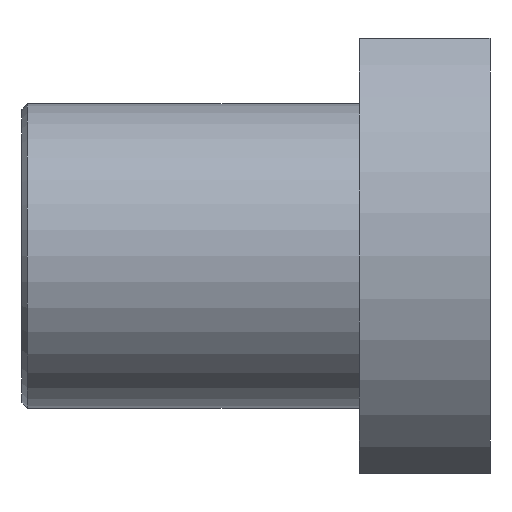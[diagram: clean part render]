
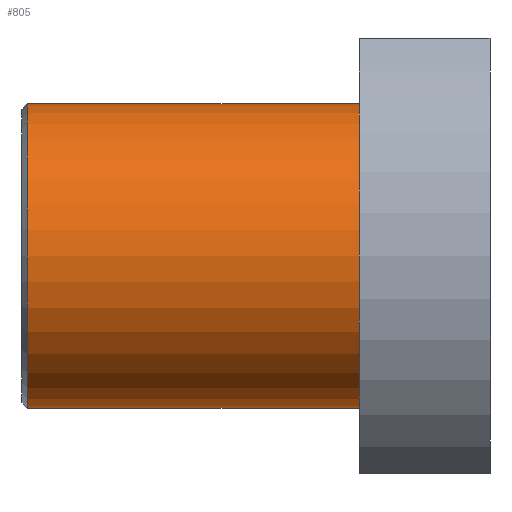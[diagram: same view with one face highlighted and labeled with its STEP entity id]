
A CAD part, front view. The second image highlights one B-rep face of the part: STEP entity #805.
In plain terms, the highlighted cylindrical face has radius 14 mm (diameter 28 mm), a partial arc.
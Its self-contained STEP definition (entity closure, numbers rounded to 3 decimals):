
#62 = DIRECTION ( 'NONE',  ( 0., 0., -1. ) ) ;
#80 = AXIS2_PLACEMENT_3D ( 'NONE', #411, #627, #789 ) ;
#83 = CARTESIAN_POINT ( 'NONE',  ( -340.807, 0., 0. ) ) ;
#136 = ORIENTED_EDGE ( 'NONE', *, *, #763, .F. ) ;
#159 = CARTESIAN_POINT ( 'NONE',  ( -36.059, 0., -14. ) ) ;
#161 = ORIENTED_EDGE ( 'NONE', *, *, #665, .T. ) ;
#172 = VERTEX_POINT ( 'NONE', #210 ) ;
#210 = CARTESIAN_POINT ( 'NONE',  ( -36.059, 0., 14. ) ) ;
#222 = DIRECTION ( 'NONE',  ( -1., 0., 0. ) ) ;
#288 = LINE ( 'NONE', #600, #440 ) ;
#311 = EDGE_CURVE ( 'NONE', #921, #172, #828, .T. ) ;
#366 = FACE_OUTER_BOUND ( 'NONE', #414, .T. ) ;
#381 = DIRECTION ( 'NONE',  ( -1., 0., 0. ) ) ;
#404 = ORIENTED_EDGE ( 'NONE', *, *, #620, .T. ) ;
#411 = CARTESIAN_POINT ( 'NONE',  ( -5.559, 0., 0. ) ) ;
#414 = EDGE_LOOP ( 'NONE', ( #136, #161, #867, #404 ) ) ;
#415 = VERTEX_POINT ( 'NONE', #159 ) ;
#440 = VECTOR ( 'NONE', #381, 1000. ) ;
#460 = DIRECTION ( 'NONE',  ( -1., 0., 0. ) ) ;
#470 = AXIS2_PLACEMENT_3D ( 'NONE', #83, #222, #586 ) ;
#492 = CARTESIAN_POINT ( 'NONE',  ( -36.059, 0., 0. ) ) ;
#551 = CARTESIAN_POINT ( 'NONE',  ( -5.559, 0., 14. ) ) ;
#586 = DIRECTION ( 'NONE',  ( 0., 0., 1. ) ) ;
#600 = CARTESIAN_POINT ( 'NONE',  ( -340.807, 0., -14. ) ) ;
#620 = EDGE_CURVE ( 'NONE', #172, #415, #725, .T. ) ;
#627 = DIRECTION ( 'NONE',  ( -1., 0., 0. ) ) ;
#665 = EDGE_CURVE ( 'NONE', #767, #921, #864, .T. ) ;
#670 = CARTESIAN_POINT ( 'NONE',  ( -5.559, 0., -14. ) ) ;
#675 = VECTOR ( 'NONE', #460, 1000. ) ;
#725 = CIRCLE ( 'NONE', #892, 14. ) ;
#763 = EDGE_CURVE ( 'NONE', #767, #415, #288, .T. ) ;
#767 = VERTEX_POINT ( 'NONE', #670 ) ;
#789 = DIRECTION ( 'NONE',  ( 0., 0., 1. ) ) ;
#805 = ADVANCED_FACE ( 'NONE', ( #366 ), #816, .T. ) ;
#816 = CYLINDRICAL_SURFACE ( 'NONE', #470, 14. ) ;
#828 = LINE ( 'NONE', #891, #675 ) ;
#864 = CIRCLE ( 'NONE', #80, 14. ) ;
#867 = ORIENTED_EDGE ( 'NONE', *, *, #311, .T. ) ;
#891 = CARTESIAN_POINT ( 'NONE',  ( -340.807, 0., 14. ) ) ;
#892 = AXIS2_PLACEMENT_3D ( 'NONE', #492, #938, #62 ) ;
#921 = VERTEX_POINT ( 'NONE', #551 ) ;
#938 = DIRECTION ( 'NONE',  ( 1., 0., 0. ) ) ;
